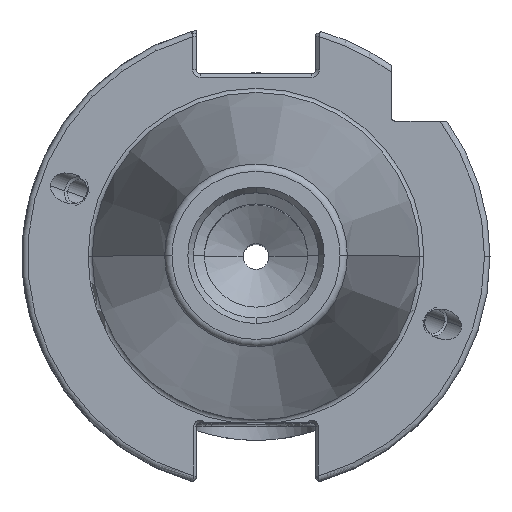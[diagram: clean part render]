
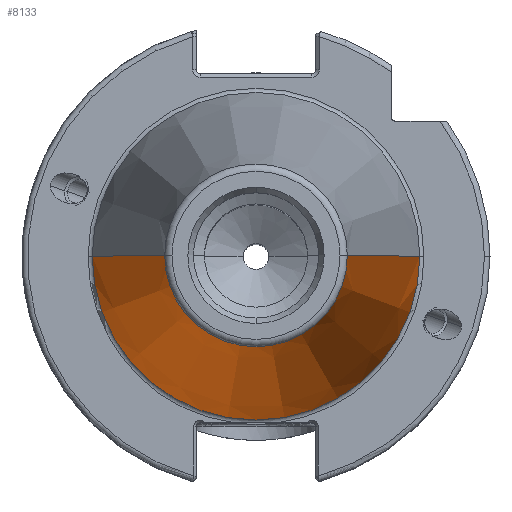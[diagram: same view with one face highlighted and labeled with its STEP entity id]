
A CAD part, top view. The second image highlights one B-rep face of the part: STEP entity #8133.
In plain terms, the highlighted conical face has half-angle 8.297 degrees and reference radius 12.397 mm.
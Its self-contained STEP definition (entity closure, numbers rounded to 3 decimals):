
#208 = VECTOR ( 'NONE', #3036, 1000. ) ;
#1205 = CARTESIAN_POINT ( 'NONE',  ( 22.225, 0., 0. ) ) ;
#1350 = DIRECTION ( 'NONE',  ( -0.144, 0., -0.99 ) ) ;
#1773 = LINE ( 'NONE', #9436, #1941 ) ;
#1941 = VECTOR ( 'NONE', #1350, 1000. ) ;
#2718 = EDGE_CURVE ( 'NONE', #8955, #6736, #4090, .T. ) ;
#2870 = CARTESIAN_POINT ( 'NONE',  ( 12.397, 0., 67.394 ) ) ;
#3036 = DIRECTION ( 'NONE',  ( 0.144, 0., -0.99 ) ) ;
#3984 = ORIENTED_EDGE ( 'NONE', *, *, #2718, .F. ) ;
#4004 = ORIENTED_EDGE ( 'NONE', *, *, #8002, .F. ) ;
#4044 = ORIENTED_EDGE ( 'NONE', *, *, #6582, .T. ) ;
#4061 = DIRECTION ( 'NONE',  ( -1., 0., 0. ) ) ;
#4090 = LINE ( 'NONE', #2870, #208 ) ;
#4147 = ORIENTED_EDGE ( 'NONE', *, *, #8066, .T. ) ;
#4156 = DIRECTION ( 'NONE',  ( 0., 0., -1. ) ) ;
#4165 = CARTESIAN_POINT ( 'NONE',  ( 0., 0., 67.394 ) ) ;
#4326 = DIRECTION ( 'NONE',  ( 1., 0., 0. ) ) ;
#4335 = DIRECTION ( 'NONE',  ( 0., 0., 1. ) ) ;
#4339 = CARTESIAN_POINT ( 'NONE',  ( 0., 0., 0. ) ) ;
#4608 = DIRECTION ( 'NONE',  ( 1., 0., 0. ) ) ;
#4628 = DIRECTION ( 'NONE',  ( 0., 0., 1. ) ) ;
#4633 = CARTESIAN_POINT ( 'NONE',  ( 0., 0., 67.394 ) ) ;
#4676 = VERTEX_POINT ( 'NONE', #4726 ) ;
#4726 = CARTESIAN_POINT ( 'NONE',  ( -12.397, 0., 67.394 ) ) ;
#4859 = CARTESIAN_POINT ( 'NONE',  ( 12.397, 0., 67.394 ) ) ;
#6340 = VERTEX_POINT ( 'NONE', #7838 ) ;
#6582 = EDGE_CURVE ( 'NONE', #4676, #6340, #1773, .T. ) ;
#6736 = VERTEX_POINT ( 'NONE', #1205 ) ;
#7437 = AXIS2_PLACEMENT_3D ( 'NONE', #4165, #4156, #4061 ) ;
#7733 = AXIS2_PLACEMENT_3D ( 'NONE', #4339, #4335, #4326 ) ;
#7767 = AXIS2_PLACEMENT_3D ( 'NONE', #4633, #4628, #4608 ) ;
#7838 = CARTESIAN_POINT ( 'NONE',  ( -22.225, 0., 0. ) ) ;
#8002 = EDGE_CURVE ( 'NONE', #4676, #8955, #8842, .T. ) ;
#8066 = EDGE_CURVE ( 'NONE', #6340, #6736, #8781, .T. ) ;
#8133 = ADVANCED_FACE ( 'NONE', ( #8690 ), #8427, .T. ) ;
#8427 = CONICAL_SURFACE ( 'NONE', #7437, 12.397, 0.145 ) ;
#8690 = FACE_OUTER_BOUND ( 'NONE', #9722, .T. ) ;
#8781 = CIRCLE ( 'NONE', #7733, 22.225 ) ;
#8842 = CIRCLE ( 'NONE', #7767, 12.397 ) ;
#8955 = VERTEX_POINT ( 'NONE', #4859 ) ;
#9436 = CARTESIAN_POINT ( 'NONE',  ( -12.397, 0., 67.394 ) ) ;
#9722 = EDGE_LOOP ( 'NONE', ( #3984, #4004, #4044, #4147 ) ) ;
